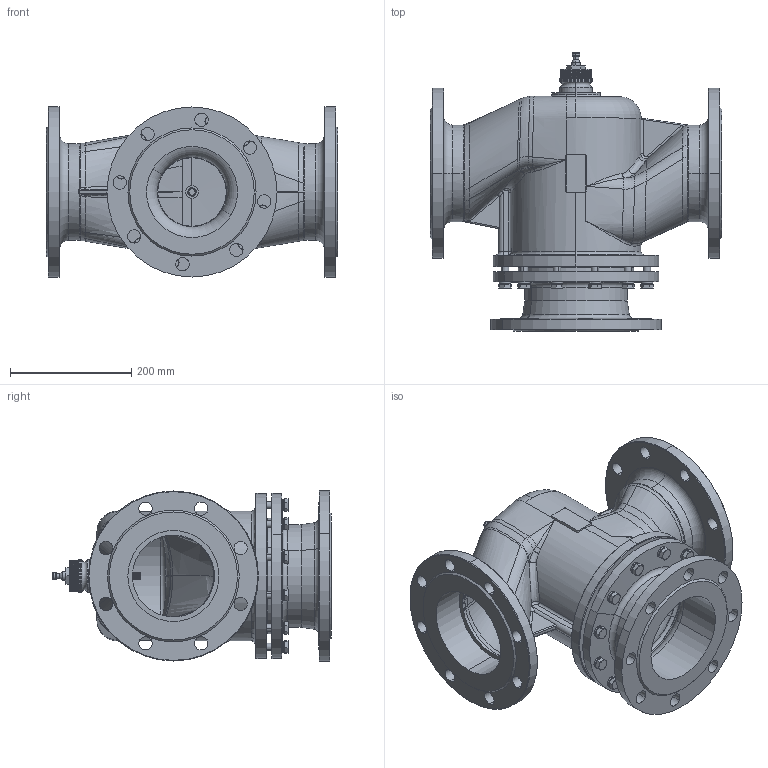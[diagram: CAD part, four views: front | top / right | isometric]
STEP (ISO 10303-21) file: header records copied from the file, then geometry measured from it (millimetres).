
FILE_DESCRIPTION((''),'2;1');
FILE_NAME('3D_STEP_CAD_MODEL_OF__SW0002','2023-03-28T19:06:21',('phili'),(''),'CREO PARAMETRIC BY PTC INC, 2019010','CREO PARAMETRIC BY PTC INC, 2019010','');
FILE_SCHEMA(('CONFIG_CONTROL_DESIGN'));
Products named in the file (1): 3D_STEP_CAD_MODEL_OF__SW0002
Bounding box: 480 x 459.3 x 280 mm (x, y, z)
Surface area: 1328147.2 mm2 (no closed solid volume)
Topology: 0 solids, 77 shells, 941 faces, 2877 edges, 1938 vertices
Faces by surface type: bspline 327, cylinder 255, cone 158, plane 156, torus 38, extrusion 7
Entity records: 105320 total; most frequent: CARTESIAN_POINT 83082, ORIENTED_EDGE 4796, DIRECTION 3543, EDGE_CURVE 2866, VERTEX_POINT 1938, AXIS2_PLACEMENT_3D 1423, B_SPLINE_CURVE_WITH_KNOTS 1367, EDGE_LOOP 1066
